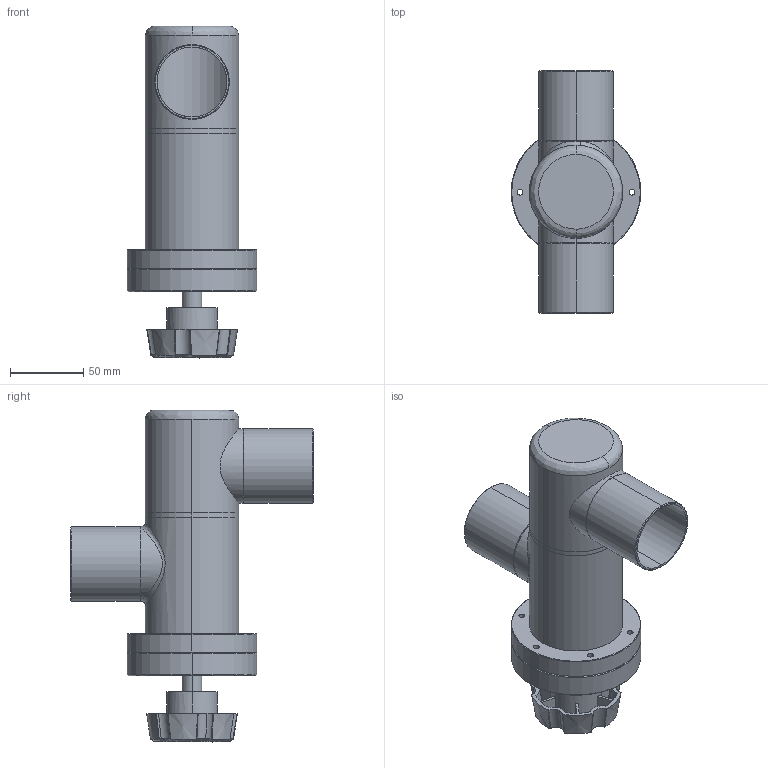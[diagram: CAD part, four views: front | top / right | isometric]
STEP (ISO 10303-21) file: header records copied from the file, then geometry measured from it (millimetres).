
FILE_DESCRIPTION (( 'STEP AP214' ), '1' );
FILE_NAME ('L-200-H_INLINE_VALVE_VITON_BONNET_MANUAL.STEP', '2020-04-03T08:13:04', ( 'admin' ), ( 'Microsoft' ), 'SwSTEP 2.0', 'SolidWorks 2016', '' );
FILE_SCHEMA (( 'AUTOMOTIVE_DESIGN' ));
Length unit declared in the file: inch
Products named in the file (1): L-200-H_INLINE_VALVE_VITON_BONNET_MANUAL
Bounding box: 88.27 x 165.1 x 225.96 mm (x, y, z)
Volume: 270104.4 mm3; surface area: 162113.9 mm2
Topology: 11 solids, 11 shells, 309 faces, 755 edges, 491 vertices
Faces by surface type: cylinder 134, plane 78, cone 77, bspline 20
Entity records: 12813 total; most frequent: CARTESIAN_POINT 5475, ORIENTED_EDGE 1510, DIRECTION 1456, EDGE_CURVE 755, AXIS2_PLACEMENT_3D 615, VERTEX_POINT 491, EDGE_LOOP 378, CIRCLE 325
